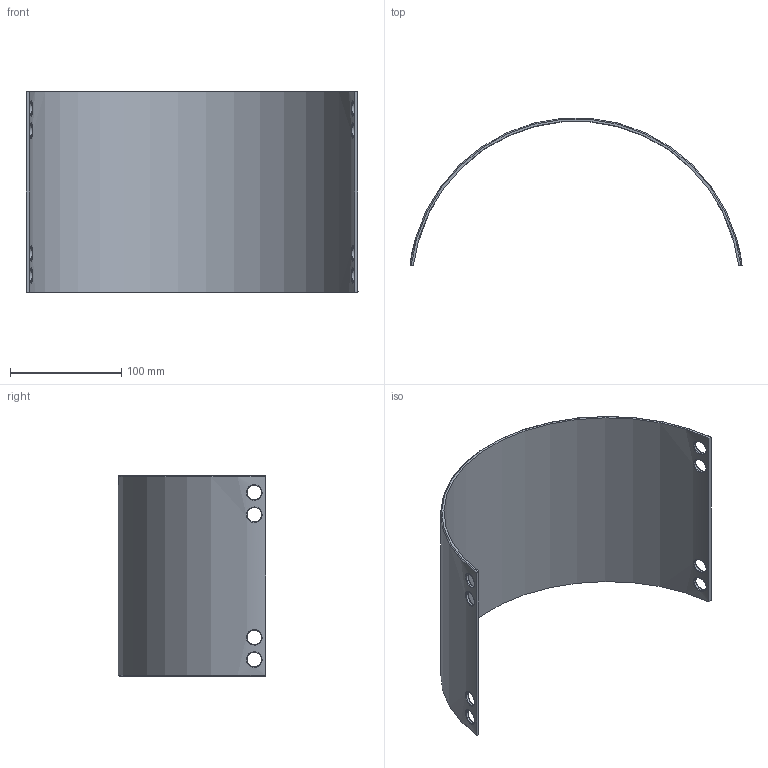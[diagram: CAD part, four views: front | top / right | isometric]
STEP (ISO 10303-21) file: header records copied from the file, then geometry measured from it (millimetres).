
FILE_DESCRIPTION((''),'2;1');
FILE_NAME('PRT0004','2025-09-18T02:42:31',('user'),(''),'CREO PARAMETRIC BY PTC INC, 2018050','CREO PARAMETRIC BY PTC INC, 2018050','');
FILE_SCHEMA(('CONFIG_CONTROL_DESIGN'));
Length unit declared in the file: millimetre
Products named in the file (1): PRT0004
Bounding box: 297.95 x 131.95 x 180 mm (x, y, z)
Volume: 227925 mm3; surface area: 157290.8 mm2
Topology: 1 solids, 1 shells, 56 faces, 130 edges, 76 vertices
Faces by surface type: bspline 32, cylinder 18, plane 4, torus 2
Entity records: 6562 total; most frequent: CARTESIAN_POINT 5462, ORIENTED_EDGE 260, DIRECTION 148, EDGE_CURVE 130, VERTEX_POINT 76, EDGE_LOOP 72, B_SPLINE_CURVE_WITH_KNOTS 68, AXIS2_PLACEMENT_3D 62
